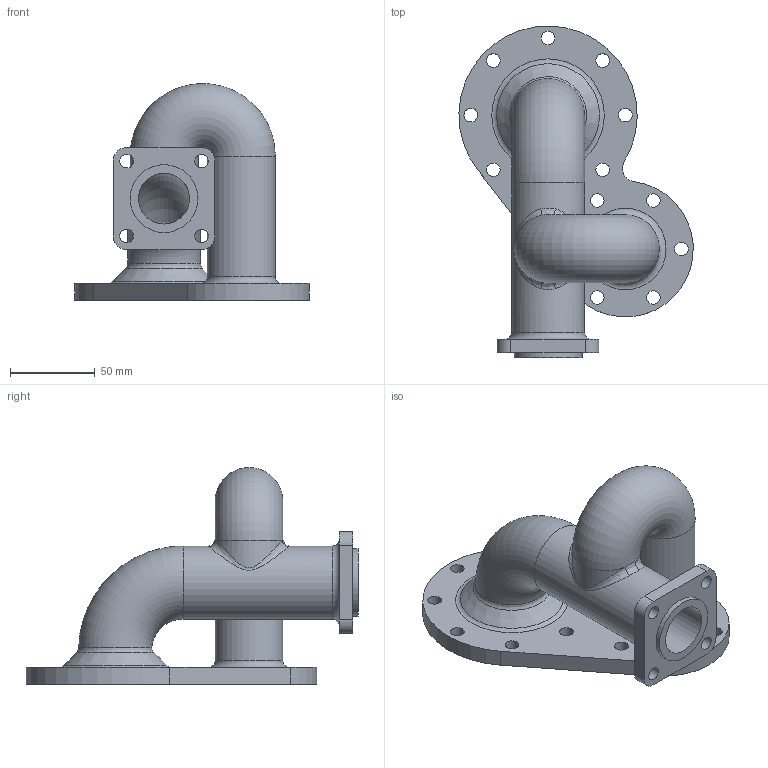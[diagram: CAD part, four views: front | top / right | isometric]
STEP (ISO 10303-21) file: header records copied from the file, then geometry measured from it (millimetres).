
FILE_DESCRIPTION(/* description */ (''),/* implementation_level */ '2;1');
FILE_NAME(/* name */ 'Part 081.stp',/* time_stamp */ '2015-02-24T16:57:09+02:00',/* author */ ('SFC'),/* organization */ (''),/* preprocessor_version */ 'ST-DEVELOPER v15.2',/* originating_system */ 'Autodesk Inventor 2014',/* authorisation */ '');
FILE_SCHEMA (('AUTOMOTIVE_DESIGN { 1 0 10303 214 3 1 1 }'));
Length unit declared in the file: millimetre
Products named in the file (1): Part 081
Bounding box: 137.86 x 195.48 x 127.73 mm (x, y, z)
Volume: 327979.8 mm3; surface area: 111510 mm2
Topology: 1 solids, 1 shells, 59 faces, 164 edges, 110 vertices
Faces by surface type: cylinder 34, plane 11, torus 7, bspline 5, cone 2
Full cylindrical faces by diameter (mm): 8 x18, 30 x3, 40 x2, 43 x1, 74 x1
Entity records: 2174 total; most frequent: CARTESIAN_POINT 737, DIRECTION 288, ORIENTED_EDGE 224, EDGE_LOOP 139, AXIS2_PLACEMENT_3D 133, EDGE_CURVE 112, VERTEX_POINT 93, FACE_BOUND 85
